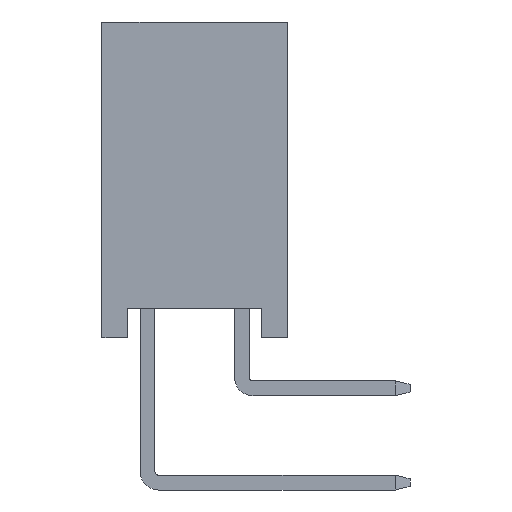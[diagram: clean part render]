
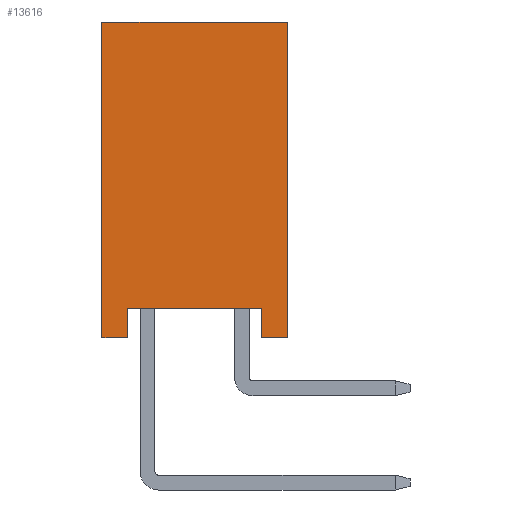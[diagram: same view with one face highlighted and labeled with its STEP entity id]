
A CAD part, left-side view. The second image highlights one B-rep face of the part: STEP entity #13616.
In plain terms, the highlighted planar face has unit normal (-1, 0, 0).
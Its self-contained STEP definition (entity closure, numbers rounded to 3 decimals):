
#1512=ORIENTED_EDGE('',*,*,#5172,.F.);
#1513=ORIENTED_EDGE('',*,*,#5173,.T.);
#1514=ORIENTED_EDGE('',*,*,#4391,.T.);
#1515=ORIENTED_EDGE('',*,*,#5174,.T.);
#1516=ORIENTED_EDGE('',*,*,#5175,.F.);
#1517=ORIENTED_EDGE('',*,*,#5176,.T.);
#1518=ORIENTED_EDGE('',*,*,#4205,.T.);
#1519=ORIENTED_EDGE('',*,*,#5177,.F.);
#4205=EDGE_CURVE('',#6156,#6154,#7399,.T.);
#4391=EDGE_CURVE('',#6334,#6337,#7585,.T.);
#5172=EDGE_CURVE('',#6882,#6883,#8366,.T.);
#5173=EDGE_CURVE('',#6882,#6334,#8367,.T.);
#5174=EDGE_CURVE('',#6337,#6884,#8368,.T.);
#5175=EDGE_CURVE('',#6885,#6884,#8369,.T.);
#5176=EDGE_CURVE('',#6885,#6156,#8370,.T.);
#5177=EDGE_CURVE('',#6883,#6154,#8371,.T.);
#6154=VERTEX_POINT('',#18590);
#6156=VERTEX_POINT('',#18593);
#6334=VERTEX_POINT('',#18959);
#6337=VERTEX_POINT('',#18964);
#6882=VERTEX_POINT('',#20448);
#6883=VERTEX_POINT('',#20449);
#6884=VERTEX_POINT('',#20452);
#6885=VERTEX_POINT('',#20454);
#7399=LINE('',#18592,#9325);
#7585=LINE('',#18965,#9511);
#8366=LINE('',#20447,#10292);
#8367=LINE('',#20450,#10293);
#8368=LINE('',#20451,#10294);
#8369=LINE('',#20453,#10295);
#8370=LINE('',#20455,#10296);
#8371=LINE('',#20456,#10297);
#9325=VECTOR('',#15054,1000.);
#9511=VECTOR('',#15250,1000.);
#10292=VECTOR('',#16345,1000.);
#10293=VECTOR('',#16346,1000.);
#10294=VECTOR('',#16347,1000.);
#10295=VECTOR('',#16348,1000.);
#10296=VECTOR('',#16349,1000.);
#10297=VECTOR('',#16350,1000.);
#11412=EDGE_LOOP('',(#1512,#1513,#1514,#1515,#1516,#1517,#1518,#1519));
#12204=FACE_BOUND('',#11412,.T.);
#12916=PLANE('',#14366);
#13616=ADVANCED_FACE('',(#12204),#12916,.T.);
#14366=AXIS2_PLACEMENT_3D('',#20446,#16343,#16344);
#15054=DIRECTION('',(0.,1.,0.));
#15250=DIRECTION('',(0.,-1.,0.));
#16343=DIRECTION('',(-1.,0.,0.));
#16344=DIRECTION('',(0.,0.,1.));
#16345=DIRECTION('',(0.,1.,0.));
#16346=DIRECTION('',(0.,0.,1.));
#16347=DIRECTION('',(0.,0.,-1.));
#16348=DIRECTION('',(0.,1.,0.));
#16349=DIRECTION('',(0.,0.,1.));
#16350=DIRECTION('',(0.,0.,1.));
#18590=CARTESIAN_POINT('',(-25.65,2.5,4.25));
#18592=CARTESIAN_POINT('',(-25.65,-2.5,4.25));
#18593=CARTESIAN_POINT('',(-25.65,-2.5,4.25));
#18959=CARTESIAN_POINT('',(-25.65,1.8,-3.45));
#18964=CARTESIAN_POINT('',(-25.65,-1.8,-3.45));
#18965=CARTESIAN_POINT('',(-25.65,-2.5,-3.45));
#20446=CARTESIAN_POINT('',(-25.65,-2.5,-4.25));
#20447=CARTESIAN_POINT('',(-25.65,-2.5,-4.25));
#20448=CARTESIAN_POINT('',(-25.65,1.8,-4.25));
#20449=CARTESIAN_POINT('',(-25.65,2.5,-4.25));
#20450=CARTESIAN_POINT('',(-25.65,1.8,-4.25));
#20451=CARTESIAN_POINT('',(-25.65,-1.8,-4.25));
#20452=CARTESIAN_POINT('',(-25.65,-1.8,-4.25));
#20453=CARTESIAN_POINT('',(-25.65,-2.5,-4.25));
#20454=CARTESIAN_POINT('',(-25.65,-2.5,-4.25));
#20455=CARTESIAN_POINT('',(-25.65,-2.5,-4.25));
#20456=CARTESIAN_POINT('',(-25.65,2.5,-4.25));
